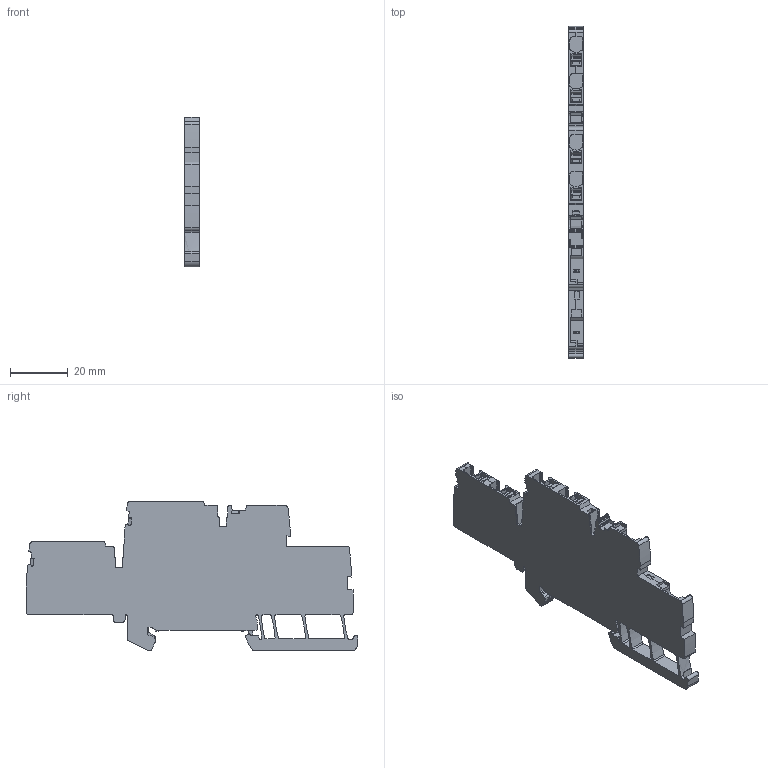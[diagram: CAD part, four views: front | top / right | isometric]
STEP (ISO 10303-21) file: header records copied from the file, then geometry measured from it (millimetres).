
FILE_DESCRIPTION(('CATIA V5 STEP Exchange','CAx-IF Rec.Pracs.--- Model Styling and Organization---1.5--- 2016-08-15','CAx-IF Rec.Pracs.---Supplemental Geometry---1.0---2011-11-01','CAx-IF Rec.Pracs.--- Composite Materials ---1.1---2010-07-15'),'2;1');
FILE_NAME ('2083777-4_1', '2025-11-10T10:42:31+00:00', ('none'), ('Weidmueller'), 'CATIA Version 5-6 Release 2024 SP4', 'CATIA V5 STEP AP214 v3', 'none');
FILE_SCHEMA(('AUTOMOTIVE_DESIGN { 1 0 10303 214 1 1 1 1 }'));
Length unit declared in the file: millimetre
Products named in the file (1): 3096180000
Bounding box: 5.1 x 114.5 x 51.65 mm (x, y, z)
Volume: 17979.9 mm3; surface area: 12109.7 mm2
Topology: 1 solids, 1 shells, 817 faces, 2305 edges, 1499 vertices
Faces by surface type: cylinder 380, plane 376, bspline 32, torus 26, sphere 3
Entity records: 27304 total; most frequent: CARTESIAN_POINT 6702, ORIENTED_EDGE 4606, DIRECTION 3506, EDGE_CURVE 2303, VERTEX_POINT 1499, VECTOR 1447, LINE 1447, AXIS2_PLACEMENT_3D 1353
